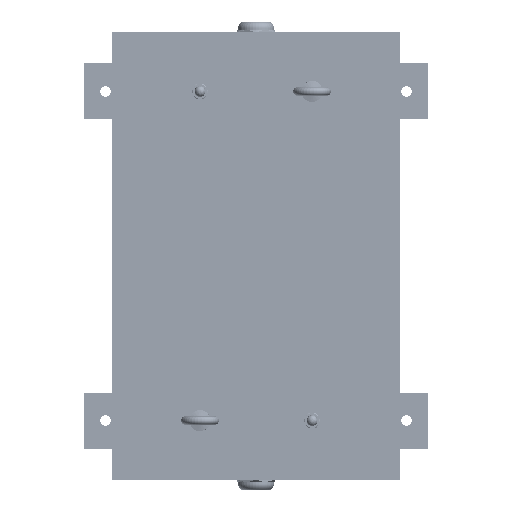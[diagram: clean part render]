
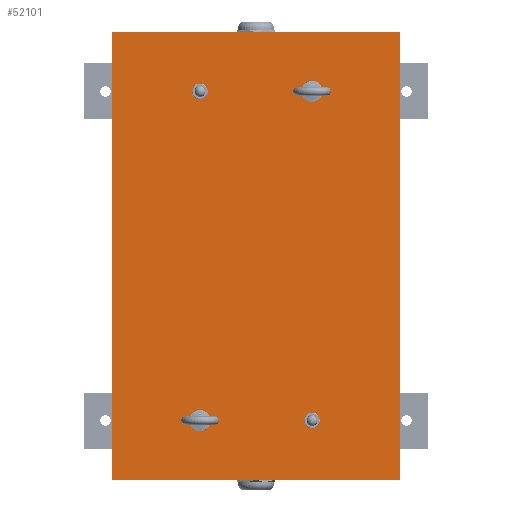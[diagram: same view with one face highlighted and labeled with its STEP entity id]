
A CAD part, front view. The second image highlights one B-rep face of the part: STEP entity #52101.
In plain terms, the highlighted planar face has unit normal (0, -1, 0).
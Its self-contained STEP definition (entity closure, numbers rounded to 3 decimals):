
#1510=FACE_BOUND('',#14756,.T.);
#1511=FACE_BOUND('',#14757,.T.);
#1512=FACE_BOUND('',#14758,.T.);
#1513=FACE_BOUND('',#14759,.T.);
#7362=CIRCLE('',#57333,7.5);
#7364=CIRCLE('',#57336,7.5);
#7366=CIRCLE('',#57339,7.5);
#7368=CIRCLE('',#57342,7.5);
#10924=FACE_OUTER_BOUND('',#14755,.T.);
#14755=EDGE_LOOP('',(#48056,#48057,#48058,#48059));
#14756=EDGE_LOOP('',(#48060));
#14757=EDGE_LOOP('',(#48061));
#14758=EDGE_LOOP('',(#48062));
#14759=EDGE_LOOP('',(#48063));
#18738=LINE('',#89720,#22691);
#18742=LINE('',#89728,#22695);
#18745=LINE('',#89734,#22698);
#18748=LINE('',#89739,#22701);
#22691=VECTOR('',#71238,10.);
#22695=VECTOR('',#71244,10.);
#22698=VECTOR('',#71249,10.);
#22701=VECTOR('',#71254,10.);
#27136=VERTEX_POINT('',#89669);
#27138=VERTEX_POINT('',#89675);
#27140=VERTEX_POINT('',#89681);
#27142=VERTEX_POINT('',#89687);
#27152=VERTEX_POINT('',#89718);
#27153=VERTEX_POINT('',#89719);
#27156=VERTEX_POINT('',#89727);
#27158=VERTEX_POINT('',#89733);
#34120=EDGE_CURVE('',#27136,#27136,#7362,.T.);
#34123=EDGE_CURVE('',#27138,#27138,#7364,.T.);
#34126=EDGE_CURVE('',#27140,#27140,#7366,.T.);
#34129=EDGE_CURVE('',#27142,#27142,#7368,.T.);
#34144=EDGE_CURVE('',#27152,#27153,#18738,.T.);
#34148=EDGE_CURVE('',#27156,#27152,#18742,.T.);
#34151=EDGE_CURVE('',#27158,#27156,#18745,.T.);
#34154=EDGE_CURVE('',#27153,#27158,#18748,.T.);
#48056=ORIENTED_EDGE('',*,*,#34154,.F.);
#48057=ORIENTED_EDGE('',*,*,#34144,.F.);
#48058=ORIENTED_EDGE('',*,*,#34148,.F.);
#48059=ORIENTED_EDGE('',*,*,#34151,.F.);
#48060=ORIENTED_EDGE('',*,*,#34120,.T.);
#48061=ORIENTED_EDGE('',*,*,#34123,.T.);
#48062=ORIENTED_EDGE('',*,*,#34126,.T.);
#48063=ORIENTED_EDGE('',*,*,#34129,.T.);
#49600=PLANE('',#57354);
#52101=ADVANCED_FACE('',(#10924,#1510,#1511,#1512,#1513),#49600,.F.);
#57333=AXIS2_PLACEMENT_3D('',#89670,#71188,#71189);
#57336=AXIS2_PLACEMENT_3D('',#89676,#71195,#71196);
#57339=AXIS2_PLACEMENT_3D('',#89682,#71202,#71203);
#57342=AXIS2_PLACEMENT_3D('',#89688,#71209,#71210);
#57354=AXIS2_PLACEMENT_3D('',#89742,#71258,#71259);
#71188=DIRECTION('center_axis',(0.,1.,0.));
#71189=DIRECTION('ref_axis',(-1.,0.,0.));
#71195=DIRECTION('center_axis',(0.,1.,0.));
#71196=DIRECTION('ref_axis',(-1.,0.,0.));
#71202=DIRECTION('center_axis',(0.,1.,0.));
#71203=DIRECTION('ref_axis',(-1.,0.,0.));
#71209=DIRECTION('center_axis',(0.,1.,0.));
#71210=DIRECTION('ref_axis',(-1.,0.,0.));
#71238=DIRECTION('',(-1.,0.,0.));
#71244=DIRECTION('',(0.,0.,-1.));
#71249=DIRECTION('',(1.,0.,0.));
#71254=DIRECTION('',(0.,0.,1.));
#71258=DIRECTION('center_axis',(0.,1.,0.));
#71259=DIRECTION('ref_axis',(0.,0.,1.));
#89669=CARTESIAN_POINT('',(-277.5,0.,555.));
#89670=CARTESIAN_POINT('Origin',(-285.,0.,555.));
#89675=CARTESIAN_POINT('',(-277.5,0.,85.));
#89676=CARTESIAN_POINT('Origin',(-285.,0.,85.));
#89681=CARTESIAN_POINT('',(-117.5,0.,85.));
#89682=CARTESIAN_POINT('Origin',(-125.,0.,85.));
#89687=CARTESIAN_POINT('',(-117.5,0.,555.));
#89688=CARTESIAN_POINT('Origin',(-125.,0.,555.));
#89718=CARTESIAN_POINT('',(0.,0.,0.));
#89719=CARTESIAN_POINT('',(-410.,0.,0.));
#89720=CARTESIAN_POINT('',(0.,0.,0.));
#89727=CARTESIAN_POINT('',(0.,0.,640.));
#89728=CARTESIAN_POINT('',(0.,0.,640.));
#89733=CARTESIAN_POINT('',(-410.,0.,640.));
#89734=CARTESIAN_POINT('',(-410.,0.,640.));
#89739=CARTESIAN_POINT('',(-410.,0.,0.));
#89742=CARTESIAN_POINT('Origin',(-205.,0.,320.));
